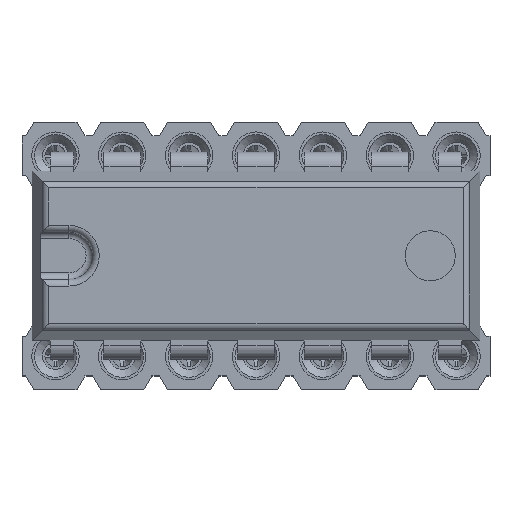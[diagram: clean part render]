
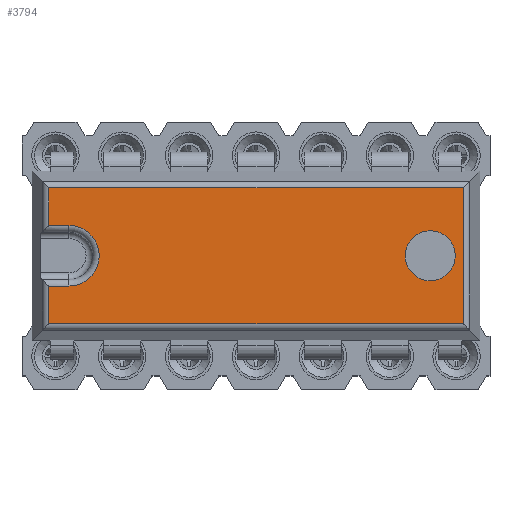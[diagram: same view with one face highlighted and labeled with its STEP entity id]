
A CAD part, top view. The second image highlights one B-rep face of the part: STEP entity #3794.
In plain terms, the highlighted planar face has unit normal (0, 0, 1).
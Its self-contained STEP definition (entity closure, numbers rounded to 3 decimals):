
#3794=ADVANCED_FACE('',(#8598,#8600),#8602,.T.);
#8598=FACE_BOUND('',#8599,.T.);
#8599=EDGE_LOOP('',(#11639,#11640,#11641,#11642,#11643,#11644,#11645,#11646));
#8600=FACE_BOUND('',#8601,.T.);
#8601=EDGE_LOOP('',(#11647));
#8602=PLANE('',#8603);
#8603=AXIS2_PLACEMENT_3D('',#8604,#8605,#8606);
#8604=CARTESIAN_POINT('',(0.,0.,3.9));
#8605=DIRECTION('',(0.,0.,1.));
#8606=DIRECTION('',(1.,0.,0.));
#11639=ORIENTED_EDGE('',*,*,#13530,.T.);
#11640=ORIENTED_EDGE('',*,*,#13538,.T.);
#11641=ORIENTED_EDGE('',*,*,#13536,.T.);
#11642=ORIENTED_EDGE('',*,*,#13535,.T.);
#11643=ORIENTED_EDGE('',*,*,#13521,.T.);
#11644=ORIENTED_EDGE('',*,*,#13519,.T.);
#11645=ORIENTED_EDGE('',*,*,#13517,.T.);
#11646=ORIENTED_EDGE('',*,*,#13533,.T.);
#11647=ORIENTED_EDGE('',*,*,#13539,.T.);
#13517=EDGE_CURVE('',#15326,#15324,#15327,.T.);
#13519=EDGE_CURVE('',#15329,#15326,#15330,.T.);
#13521=EDGE_CURVE('',#15332,#15329,#15333,.T.);
#13530=EDGE_CURVE('',#15346,#15347,#15348,.F.);
#13533=EDGE_CURVE('',#15324,#15346,#15351,.T.);
#13535=EDGE_CURVE('',#15352,#15332,#15354,.T.);
#13536=EDGE_CURVE('',#15355,#15352,#15356,.F.);
#13538=EDGE_CURVE('',#15347,#15355,#15358,.F.);
#13539=EDGE_CURVE('',#15359,#15359,#15360,.F.);
#15324=VERTEX_POINT('',#20287);
#15326=VERTEX_POINT('',#20292);
#15327=LINE('',#20293,#20294);
#15329=VERTEX_POINT('',#20300);
#15330=LINE('',#20301,#20302);
#15332=VERTEX_POINT('',#20308);
#15333=LINE('',#20309,#20310);
#15346=VERTEX_POINT('',#20344);
#15347=VERTEX_POINT('',#20345);
#15348=LINE('',#20346,#20347);
#15351=LINE('',#20357,#20358);
#15352=VERTEX_POINT('',#20360);
#15354=LINE('',#20365,#20366);
#15355=VERTEX_POINT('',#20368);
#15356=LINE('',#20369,#20370);
#15358=CIRCLE('',#20376,1.15);
#15359=VERTEX_POINT('',#20380);
#15360=CIRCLE('',#20381,0.95);
#20287=CARTESIAN_POINT('',(-0.251,6.396,3.9));
#20292=CARTESIAN_POINT('',(15.491,6.396,3.9));
#20293=CARTESIAN_POINT('',(15.491,6.396,3.9));
#20294=VECTOR('',#20295,1.);
#20295=DIRECTION('',(-1.,0.,0.));
#20300=CARTESIAN_POINT('',(15.491,1.224,3.9));
#20301=CARTESIAN_POINT('',(15.491,1.224,3.9));
#20302=VECTOR('',#20303,1.);
#20303=DIRECTION('',(0.,1.,0.));
#20308=CARTESIAN_POINT('',(-0.251,1.224,3.9));
#20309=CARTESIAN_POINT('',(-0.251,1.224,3.9));
#20310=VECTOR('',#20311,1.);
#20311=DIRECTION('',(1.,0.,0.));
#20344=CARTESIAN_POINT('',(-0.251,4.96,3.9));
#20345=CARTESIAN_POINT('',(0.515,4.96,3.9));
#20346=CARTESIAN_POINT('',(0.515,4.96,3.9));
#20347=VECTOR('',#20348,1.);
#20348=DIRECTION('',(-1.,0.,0.));
#20357=CARTESIAN_POINT('',(-0.251,6.396,3.9));
#20358=VECTOR('',#20359,1.);
#20359=DIRECTION('',(0.,-1.,0.));
#20360=CARTESIAN_POINT('',(-0.251,2.66,3.9));
#20365=CARTESIAN_POINT('',(-0.251,2.66,3.9));
#20366=VECTOR('',#20367,1.);
#20367=DIRECTION('',(0.,-1.,0.));
#20368=CARTESIAN_POINT('',(0.515,2.66,3.9));
#20369=CARTESIAN_POINT('',(-0.251,2.66,3.9));
#20370=VECTOR('',#20371,1.);
#20371=DIRECTION('',(1.,0.,0.));
#20376=AXIS2_PLACEMENT_3D('',#20377,#20378,#20379);
#20377=CARTESIAN_POINT('',(0.515,3.81,3.9));
#20378=DIRECTION('',(-0.,0.,1.));
#20379=DIRECTION('',(0.,-1.,0.));
#20380=CARTESIAN_POINT('',(15.19,3.81,3.9));
#20381=AXIS2_PLACEMENT_3D('',#20382,#20383,#20384);
#20382=CARTESIAN_POINT('',(14.24,3.81,3.9));
#20383=DIRECTION('',(0.,0.,1.));
#20384=DIRECTION('',(1.,0.,0.));
